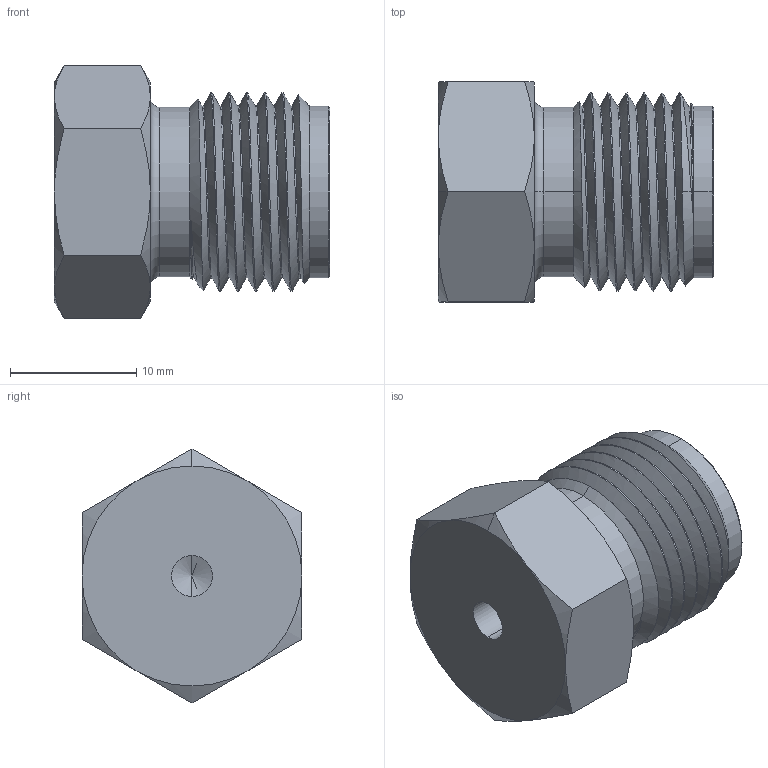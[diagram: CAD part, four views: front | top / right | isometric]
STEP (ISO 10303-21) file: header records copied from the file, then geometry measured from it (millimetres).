
FILE_DESCRIPTION (( 'STEP AP203' ), '1' );
FILE_NAME ('AD-180MSS-BL.STEP', '2025-07-29T20:09:01', ( '' ), ( '' ), 'SwSTEP 2.0', 'SolidWorks 2018', '' );
FILE_SCHEMA (( 'CONFIG_CONTROL_DESIGN' ));
Length unit declared in the file: inch
Products named in the file (1): AD-180MSS-BL
Bounding box: 21.84 x 17.45 x 20.15 mm (x, y, z)
Volume: 4202 mm3; surface area: 2028.9 mm2
Topology: 1 solids, 1 shells, 129 faces, 330 edges, 211 vertices
Faces by surface type: bspline 59, plane 27, cone 24, cylinder 17, torus 2
Entity records: 10171 total; most frequent: CARTESIAN_POINT 7474, ORIENTED_EDGE 656, DIRECTION 330, EDGE_CURVE 328, VERTEX_POINT 211, B_SPLINE_CURVE_WITH_KNOTS 174, EDGE_LOOP 139, ADVANCED_FACE 129
